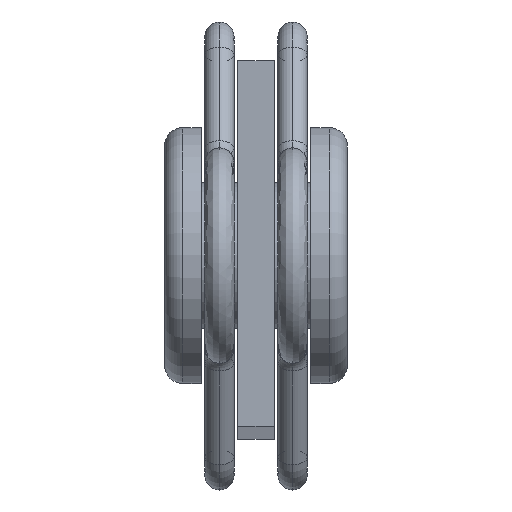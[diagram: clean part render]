
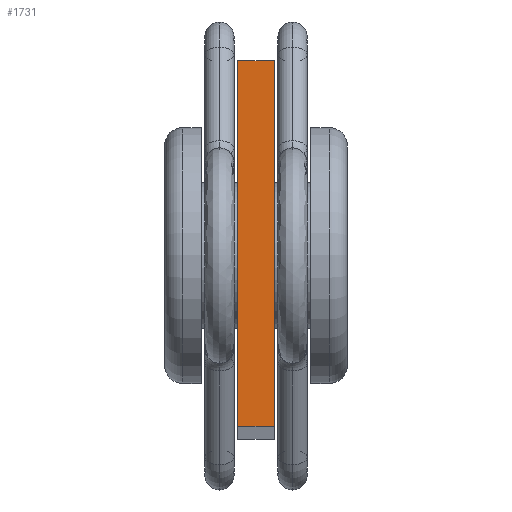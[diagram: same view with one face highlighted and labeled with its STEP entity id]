
A CAD part, top view. The second image highlights one B-rep face of the part: STEP entity #1731.
In plain terms, the highlighted planar face has unit normal (0, 0, 1).
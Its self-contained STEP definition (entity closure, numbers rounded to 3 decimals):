
#143 = LINE ( 'NONE', #159, #472 ) ;
#159 = CARTESIAN_POINT ( 'NONE',  ( -0.5, -5., 200. ) ) ;
#447 = CARTESIAN_POINT ( 'NONE',  ( -0.5, 5., 200. ) ) ;
#472 = VECTOR ( 'NONE', #1120, 1000. ) ;
#649 = CARTESIAN_POINT ( 'NONE',  ( 0.5, 5., 200. ) ) ;
#651 = ORIENTED_EDGE ( 'NONE', *, *, #1477, .T. ) ;
#685 = CARTESIAN_POINT ( 'NONE',  ( 0.5, 5., 200. ) ) ;
#700 = DIRECTION ( 'NONE',  ( 1., 0., 0. ) ) ;
#749 = DIRECTION ( 'NONE',  ( 0., -1., 0. ) ) ;
#911 = DIRECTION ( 'NONE',  ( 0., -1., 0. ) ) ;
#1087 = DIRECTION ( 'NONE',  ( -1., 0., 0. ) ) ;
#1097 = AXIS2_PLACEMENT_3D ( 'NONE', #1108, #2757, #1087 ) ;
#1108 = CARTESIAN_POINT ( 'NONE',  ( 0., 0., 200. ) ) ;
#1120 = DIRECTION ( 'NONE',  ( 1., 0., 0. ) ) ;
#1137 = ORIENTED_EDGE ( 'NONE', *, *, #2160, .F. ) ;
#1199 = CARTESIAN_POINT ( 'NONE',  ( -0.5, 5., 200. ) ) ;
#1306 = ORIENTED_EDGE ( 'NONE', *, *, #2877, .T. ) ;
#1420 = EDGE_LOOP ( 'NONE', ( #1306, #1137, #1893, #651 ) ) ;
#1477 = EDGE_CURVE ( 'NONE', #2126, #2299, #3062, .T. ) ;
#1662 = LINE ( 'NONE', #2830, #2807 ) ;
#1731 = ADVANCED_FACE ( 'NONE', ( #2043 ), #3049, .F. ) ;
#1746 = VECTOR ( 'NONE', #911, 1000. ) ;
#1893 = ORIENTED_EDGE ( 'NONE', *, *, #3057, .F. ) ;
#2043 = FACE_OUTER_BOUND ( 'NONE', #1420, .T. ) ;
#2126 = VERTEX_POINT ( 'NONE', #1199 ) ;
#2128 = CARTESIAN_POINT ( 'NONE',  ( 0.5, -5., 200. ) ) ;
#2160 = EDGE_CURVE ( 'NONE', #3086, #2524, #2815, .T. ) ;
#2299 = VERTEX_POINT ( 'NONE', #3033 ) ;
#2301 = VECTOR ( 'NONE', #749, 1000. ) ;
#2524 = VERTEX_POINT ( 'NONE', #2128 ) ;
#2757 = DIRECTION ( 'NONE',  ( 0., 0., -1. ) ) ;
#2807 = VECTOR ( 'NONE', #700, 1000. ) ;
#2815 = LINE ( 'NONE', #649, #2301 ) ;
#2830 = CARTESIAN_POINT ( 'NONE',  ( -0.5, 5., 200. ) ) ;
#2877 = EDGE_CURVE ( 'NONE', #2299, #2524, #143, .T. ) ;
#3033 = CARTESIAN_POINT ( 'NONE',  ( -0.5, -5., 200. ) ) ;
#3049 = PLANE ( 'NONE',  #1097 ) ;
#3057 = EDGE_CURVE ( 'NONE', #2126, #3086, #1662, .T. ) ;
#3062 = LINE ( 'NONE', #447, #1746 ) ;
#3086 = VERTEX_POINT ( 'NONE', #685 ) ;
